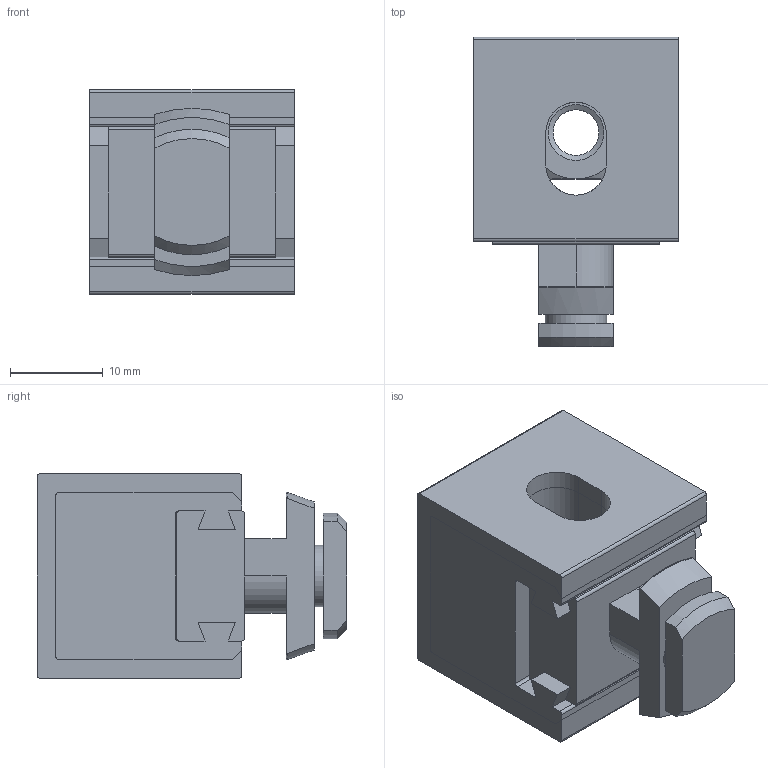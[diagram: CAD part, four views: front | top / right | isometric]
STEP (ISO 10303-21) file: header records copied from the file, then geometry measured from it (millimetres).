
FILE_DESCRIPTION(/* description */ ('Befestigungsblock 40 Vario'),/* implementation_level */ '2;1');
FILE_NAME(/* name */ 'SZ1516S_A.stp',/* time_stamp */ '2015-11-19T08:54:20+01:00',/* author */ ('Marina Kaa'),/* organization */ (''),/* preprocessor_version */ 'ST-DEVELOPER v15.6',/* originating_system */ 'Autodesk Inventor 2015',/* authorisation */ '');
FILE_SCHEMA (('AUTOMOTIVE_DESIGN { 1 0 10303 214 3 1 1 }'));
Length unit declared in the file: millimetre
Products named in the file (5): MK7715100-A; MK7715111-A; DK0557060000_A; MK7715112-A; SZ1516S_A
Bounding box: 22 x 33.3 x 22 mm (x, y, z)
Volume: 9563.3 mm3; surface area: 8645.2 mm2
Topology: 5 solids, 5 shells, 166 faces, 448 edges, 297 vertices
Faces by surface type: plane 115, cylinder 41, cone 10
Full cylindrical faces by diameter (mm): 4.917 x1, 6.6 x1
Entity records: 5301 total; most frequent: CARTESIAN_POINT 982, ORIENTED_EDGE 888, DIRECTION 865, EDGE_CURVE 443, LINE 331, VECTOR 331, VERTEX_POINT 296, AXIS2_PLACEMENT_3D 267
